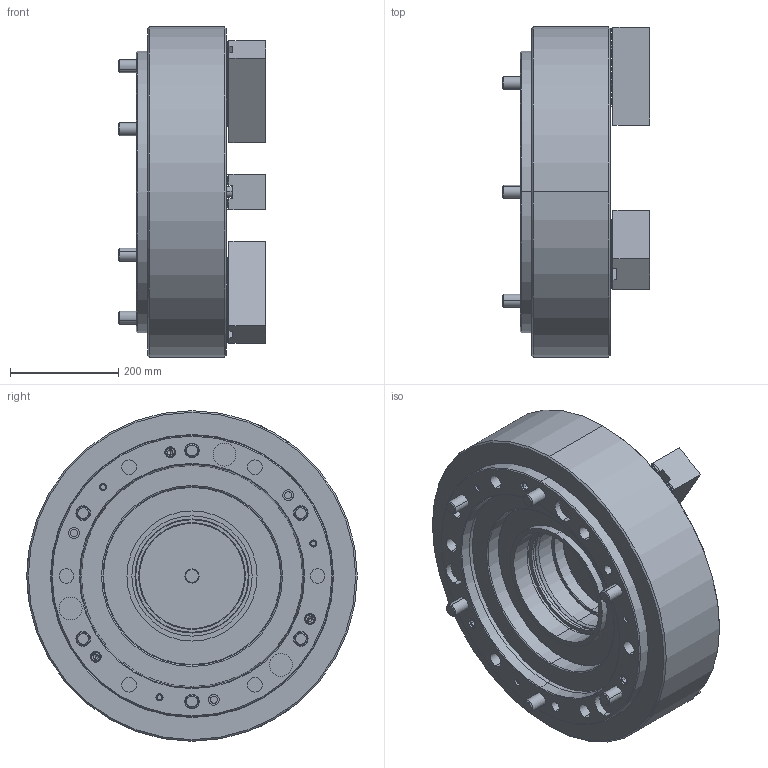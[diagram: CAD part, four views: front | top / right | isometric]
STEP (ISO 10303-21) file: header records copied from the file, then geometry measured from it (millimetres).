
FILE_DESCRIPTION (( 'STEP AP203' ), '1' );
FILE_NAME ('CF-3H-224A20.STEP', '2021-12-28T02:17:49', ( '' ), ( '' ), 'SwSTEP 2.0', 'SolidWorks 2016', '' );
FILE_SCHEMA (( 'CONFIG_CONTROL_DESIGN' ));
Length unit declared in the file: millimetre
Products named in the file (13): SJ-21; 圓頭內六角螺栓_M20x55; 圓頭內六角螺栓_M24x170; 圓頭內六角螺栓_M6x16; CF-3H-224-01000; 錐平頭六角孔螺栓_M4x10; CF-3H-224-02000; CF-3H-24B-09000; CF-3H-224-06000; 圓頭內六角螺栓_M12x30; CF-3H-224-07000; CF-3H-224A20; 3H-224-08000
Assembly tree (33 placements, depth 2):
  CF-3H-224A20
    CF-3H-224-01000
    CF-3H-224-02000
    CF-3H-224-06000
    CF-3H-224-07000
    3H-224-08000
    SJ-21  x3
    圓頭內六角螺栓_M20x55  x6
    圓頭內六角螺栓_M24x170  x6
    圓頭內六角螺栓_M6x16  x6
    錐平頭六角孔螺栓_M4x10  x3
    CF-3H-24B-09000
    圓頭內六角螺栓_M12x30  x3
Bounding box: 272 x 610 x 610 mm (x, y, z)
Volume: 39240963.3 mm3; surface area: 2140487.3 mm2
Topology: 33 solids, 33 shells, 2791 faces, 7608 edges, 4934 vertices
Faces by surface type: plane 1933, cylinder 620, cone 224, torus 14
Entity records: 35629 total; most frequent: DIRECTION 5898, CARTESIAN_POINT 5843, ORIENTED_EDGE 5716, EDGE_CURVE 2858, VECTOR 2058, LINE 2058, AXIS2_PLACEMENT_3D 1920, VERTEX_POINT 1865
